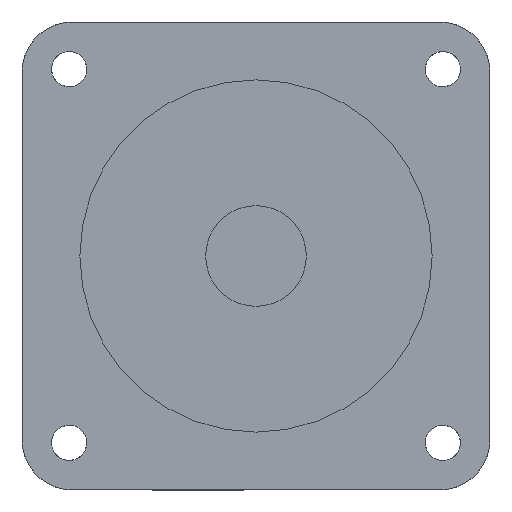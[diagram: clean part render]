
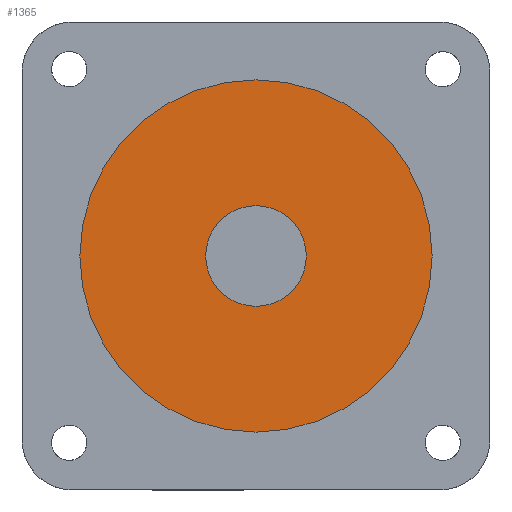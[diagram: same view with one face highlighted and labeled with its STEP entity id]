
A CAD part, front view. The second image highlights one B-rep face of the part: STEP entity #1365.
In plain terms, the highlighted planar face has unit normal (0, -1, 0).
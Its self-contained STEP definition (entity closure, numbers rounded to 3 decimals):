
#195 = DIRECTION ( 'NONE',  ( 0., 0., -1. ) ) ;
#228 = CARTESIAN_POINT ( 'NONE',  ( 0., 6., 0. ) ) ;
#240 = CIRCLE ( 'NONE', #2171, 35. ) ;
#313 = ORIENTED_EDGE ( 'NONE', *, *, #1141, .T. ) ;
#413 = VERTEX_POINT ( 'NONE', #656 ) ;
#569 = EDGE_LOOP ( 'NONE', ( #2804, #313 ) ) ;
#595 = FACE_BOUND ( 'NONE', #2061, .T. ) ;
#635 = ORIENTED_EDGE ( 'NONE', *, *, #1855, .F. ) ;
#656 = CARTESIAN_POINT ( 'NONE',  ( 0., 6., 35. ) ) ;
#747 = CARTESIAN_POINT ( 'NONE',  ( 0., 6., -35. ) ) ;
#856 = CIRCLE ( 'NONE', #1852, 10. ) ;
#948 = CARTESIAN_POINT ( 'NONE',  ( 0., 6., -10. ) ) ;
#1060 = DIRECTION ( 'NONE',  ( 0., 0., -1. ) ) ;
#1079 = AXIS2_PLACEMENT_3D ( 'NONE', #1927, #1934, #1979 ) ;
#1141 = EDGE_CURVE ( 'NONE', #413, #2497, #240, .T. ) ;
#1330 = VERTEX_POINT ( 'NONE', #2370 ) ;
#1365 = ADVANCED_FACE ( 'NONE', ( #595, #2953 ), #2931, .T. ) ;
#1383 = EDGE_CURVE ( 'NONE', #2497, #413, #2340, .T. ) ;
#1638 = DIRECTION ( 'NONE',  ( 0., 0., -1. ) ) ;
#1812 = EDGE_CURVE ( 'NONE', #2081, #1330, #2216, .T. ) ;
#1852 = AXIS2_PLACEMENT_3D ( 'NONE', #2552, #2569, #2576 ) ;
#1855 = EDGE_CURVE ( 'NONE', #1330, #2081, #856, .T. ) ;
#1927 = CARTESIAN_POINT ( 'NONE',  ( 0., 6., 0. ) ) ;
#1934 = DIRECTION ( 'NONE',  ( 0., -1., 0. ) ) ;
#1979 = DIRECTION ( 'NONE',  ( 0., 0., -1. ) ) ;
#2061 = EDGE_LOOP ( 'NONE', ( #2564, #635 ) ) ;
#2066 = CARTESIAN_POINT ( 'NONE',  ( 0., 6., 0. ) ) ;
#2081 = VERTEX_POINT ( 'NONE', #948 ) ;
#2171 = AXIS2_PLACEMENT_3D ( 'NONE', #2865, #2881, #195 ) ;
#2216 = CIRCLE ( 'NONE', #1079, 10. ) ;
#2340 = CIRCLE ( 'NONE', #2697, 35. ) ;
#2370 = CARTESIAN_POINT ( 'NONE',  ( 0., 6., 10. ) ) ;
#2497 = VERTEX_POINT ( 'NONE', #747 ) ;
#2552 = CARTESIAN_POINT ( 'NONE',  ( 0., 6., 0. ) ) ;
#2564 = ORIENTED_EDGE ( 'NONE', *, *, #1812, .F. ) ;
#2569 = DIRECTION ( 'NONE',  ( 0., -1., 0. ) ) ;
#2576 = DIRECTION ( 'NONE',  ( 0., 0., -1. ) ) ;
#2610 = DIRECTION ( 'NONE',  ( 0., -1., 0. ) ) ;
#2636 = DIRECTION ( 'NONE',  ( 0., -1., 0. ) ) ;
#2697 = AXIS2_PLACEMENT_3D ( 'NONE', #228, #2636, #1638 ) ;
#2804 = ORIENTED_EDGE ( 'NONE', *, *, #1383, .T. ) ;
#2863 = AXIS2_PLACEMENT_3D ( 'NONE', #2066, #2610, #1060 ) ;
#2865 = CARTESIAN_POINT ( 'NONE',  ( 0., 6., 0. ) ) ;
#2881 = DIRECTION ( 'NONE',  ( 0., -1., 0. ) ) ;
#2931 = PLANE ( 'NONE',  #2863 ) ;
#2953 = FACE_OUTER_BOUND ( 'NONE', #569, .T. ) ;
